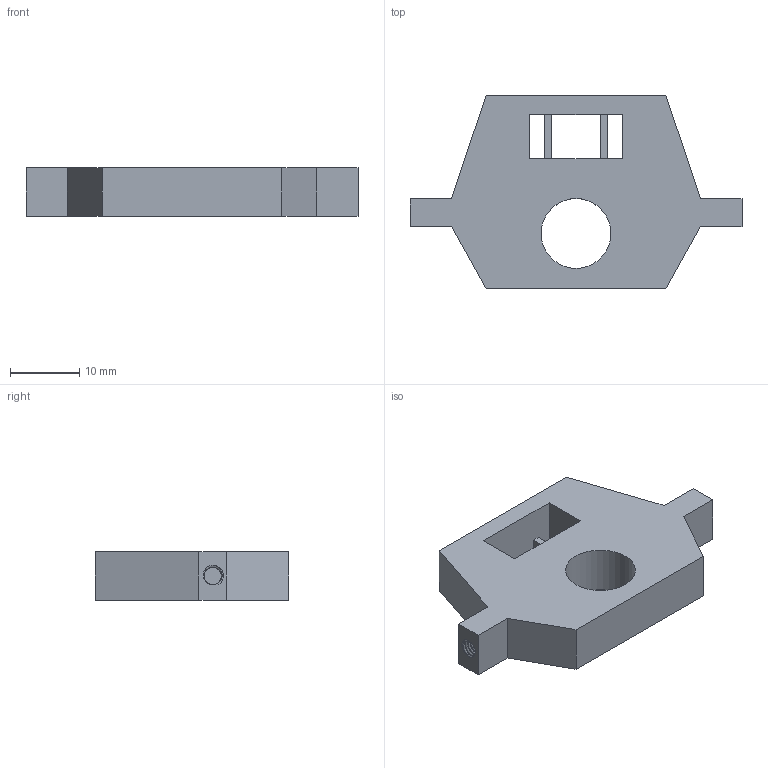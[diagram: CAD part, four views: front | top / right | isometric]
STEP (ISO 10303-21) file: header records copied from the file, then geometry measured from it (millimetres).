
FILE_DESCRIPTION(/* description */ (''),/* implementation_level */ '2;1');
FILE_NAME(/* name */ '09eeee20-19fb-4c5e-92a0-2d399a3586cf.stp',/* time_stamp */ '2025-12-19T03:26:04Z',/* author */ (''),/* organization */ (''),/* preprocessor_version */ 'ST-DEVELOPER v20.1',/* originating_system */ 'Autodesk Translation Framework v14.24.0.0',/* authorisation */ '');
FILE_SCHEMA (('AUTOMOTIVE_DESIGN { 1 0 10303 214 3 1 1 }'));
Length unit declared in the file: millimetre
Products named in the file (1): homing_sensor_holder
Bounding box: 48 x 28 x 7 mm (x, y, z)
Volume: 5320.6 mm3; surface area: 3291.3 mm2
Topology: 1 solids, 1 shells, 99 faces, 291 edges, 194 vertices
Faces by surface type: cylinder 69, plane 26, bspline 4
Full cylindrical faces by diameter (mm): 2.529 x16, 3.086 x8, 10.1 x1
Entity records: 7314 total; most frequent: CARTESIAN_POINT 4915, ORIENTED_EDGE 582, DIRECTION 349, EDGE_CURVE 291, VERTEX_POINT 194, B_SPLINE_CURVE_WITH_KNOTS 144, LINE 137, VECTOR 137
